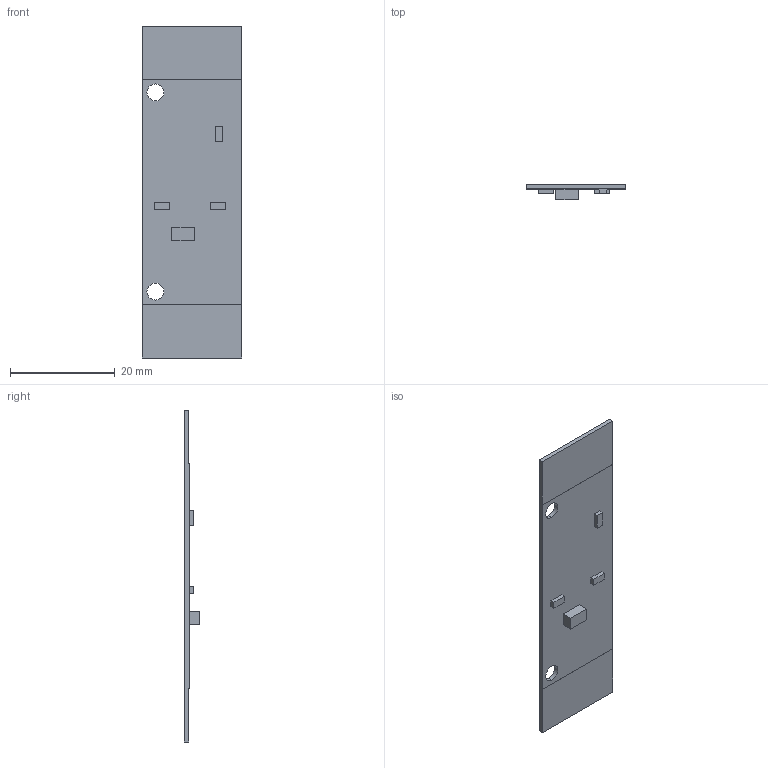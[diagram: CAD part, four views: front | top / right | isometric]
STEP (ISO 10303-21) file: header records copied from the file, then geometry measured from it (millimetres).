
FILE_DESCRIPTION (( 'STEP AP214' ), '1' );
FILE_NAME ('1SC0100M.step', '2012-03-07T16:20:37', ( '' ), ( '' ), 'SwSTEP 2.0', 'SolidWorks 2011', '' );
FILE_SCHEMA (( 'AUTOMOTIVE_DESIGN' ));
Length unit declared in the file: inch
Products named in the file (1): 1SC0100M
Bounding box: 19.05 x 2.93 x 63.5 mm (x, y, z)
Volume: 1088 mm3; surface area: 2600.8 mm2
Topology: 1 solids, 1 shells, 46 faces, 114 edges, 76 vertices
Faces by surface type: plane 40, cylinder 6
Entity records: 1970 total; most frequent: CARTESIAN_POINT 237, ORIENTED_EDGE 228, DIRECTION 220, EDGE_CURVE 114, VECTOR 102, LINE 102, VERTEX_POINT 76, AXIS2_PLACEMENT_3D 59
